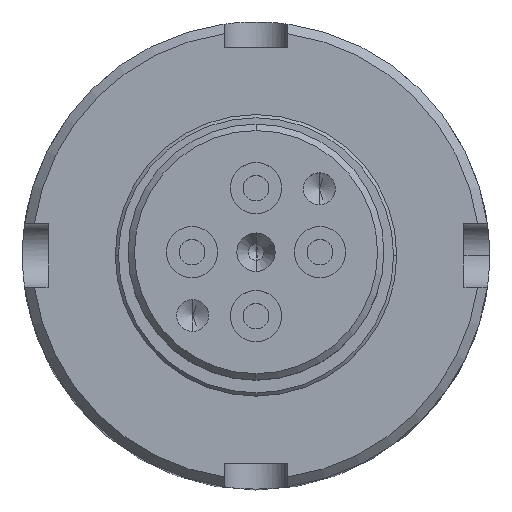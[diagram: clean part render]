
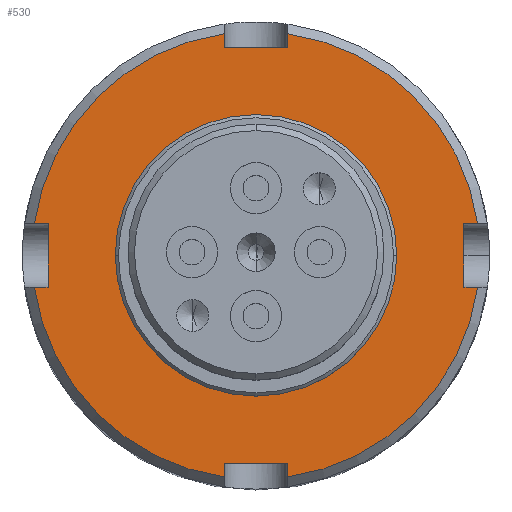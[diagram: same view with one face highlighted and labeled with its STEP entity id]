
A CAD part, top view. The second image highlights one B-rep face of the part: STEP entity #530.
In plain terms, the highlighted planar face has unit normal (0, 0, 1).
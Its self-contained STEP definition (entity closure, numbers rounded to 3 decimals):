
#530 = ADVANCED_FACE ( 'NONE', ( #3999, #4007 ), #4360, .T. ) ;
#813 = EDGE_CURVE ( 'NONE', #1674, #1678, #4852, .T. ) ;
#1288 = CARTESIAN_POINT ( 'NONE',  ( 0., 5., 102. ) ) ;
#1322 = DIRECTION ( 'NONE',  ( -1., 0., 0. ) ) ;
#1366 = DIRECTION ( 'NONE',  ( 0., 1., 0. ) ) ;
#1376 = CARTESIAN_POINT ( 'NONE',  ( 0., 32.5, 102. ) ) ;
#1379 = CARTESIAN_POINT ( 'NONE',  ( 5., 0., 102. ) ) ;
#1380 = CARTESIAN_POINT ( 'NONE',  ( 0., 0., 102. ) ) ;
#1382 = DIRECTION ( 'NONE',  ( 0., 0., 1. ) ) ;
#1384 = DIRECTION ( 'NONE',  ( 1., 0., 0. ) ) ;
#1386 = DIRECTION ( 'NONE',  ( -1., 0., 0. ) ) ;
#1387 = DIRECTION ( 'NONE',  ( -1., 0., 0. ) ) ;
#1391 = CARTESIAN_POINT ( 'NONE',  ( -5., 0., 102. ) ) ;
#1392 = CARTESIAN_POINT ( 'NONE',  ( 0., 5., 102. ) ) ;
#1394 = DIRECTION ( 'NONE',  ( 0., -1., 0. ) ) ;
#1398 = CARTESIAN_POINT ( 'NONE',  ( -32.5, 0., 102. ) ) ;
#1400 = CARTESIAN_POINT ( 'NONE',  ( 0., 0., 102. ) ) ;
#1402 = DIRECTION ( 'NONE',  ( 0., 0., 1. ) ) ;
#1403 = DIRECTION ( 'NONE',  ( 1., 0., 0. ) ) ;
#1405 = DIRECTION ( 'NONE',  ( 0., -1., 0. ) ) ;
#1407 = DIRECTION ( 'NONE',  ( 0., -1., 0. ) ) ;
#1410 = CARTESIAN_POINT ( 'NONE',  ( 0., -5., 102. ) ) ;
#1412 = CARTESIAN_POINT ( 'NONE',  ( -5., 0., 102. ) ) ;
#1414 = DIRECTION ( 'NONE',  ( 1., 0., 0. ) ) ;
#1418 = CARTESIAN_POINT ( 'NONE',  ( 0., -32.5, 102. ) ) ;
#1419 = CARTESIAN_POINT ( 'NONE',  ( 0., 0., 102. ) ) ;
#1421 = DIRECTION ( 'NONE',  ( 0., 0., 1. ) ) ;
#1423 = DIRECTION ( 'NONE',  ( 1., 0., 0. ) ) ;
#1425 = DIRECTION ( 'NONE',  ( 1., 0., 0. ) ) ;
#1426 = DIRECTION ( 'NONE',  ( 1., 0., 0. ) ) ;
#1430 = CARTESIAN_POINT ( 'NONE',  ( 5., 0., 102. ) ) ;
#1431 = CARTESIAN_POINT ( 'NONE',  ( 0., -5., 102. ) ) ;
#1433 = DIRECTION ( 'NONE',  ( 0., 1., 0. ) ) ;
#1437 = CARTESIAN_POINT ( 'NONE',  ( 32.5, 0., 102. ) ) ;
#1439 = CARTESIAN_POINT ( 'NONE',  ( 0., 0., 102. ) ) ;
#1441 = DIRECTION ( 'NONE',  ( 0., 0., 1. ) ) ;
#1442 = DIRECTION ( 'NONE',  ( 1., 0., 0. ) ) ;
#1445 = DIRECTION ( 'NONE',  ( 0., 1., 0. ) ) ;
#1451 = CARTESIAN_POINT ( 'NONE',  ( 0., 0., 102. ) ) ;
#1453 = DIRECTION ( 'NONE',  ( 0., 0., 1. ) ) ;
#1455 = DIRECTION ( 'NONE',  ( 1., 0., 0. ) ) ;
#1487 = EDGE_CURVE ( 'NONE', #2113, #2110, #4987, .T. ) ;
#1488 = EDGE_CURVE ( 'NONE', #2113, #2116, #4994, .T. ) ;
#1489 = EDGE_CURVE ( 'NONE', #2115, #2116, #4988, .T. ) ;
#1490 = EDGE_CURVE ( 'NONE', #2115, #2118, #4996, .T. ) ;
#1491 = EDGE_CURVE ( 'NONE', #2112, #2118, #4999, .T. ) ;
#1492 = EDGE_CURVE ( 'NONE', #2112, #2120, #4997, .T. ) ;
#1493 = EDGE_CURVE ( 'NONE', #2117, #2120, #5003, .T. ) ;
#1494 = EDGE_CURVE ( 'NONE', #2117, #2122, #5001, .T. ) ;
#1495 = EDGE_CURVE ( 'NONE', #2119, #2122, #2188, .T. ) ;
#1496 = EDGE_CURVE ( 'NONE', #2119, #2124, #2194, .T. ) ;
#1497 = EDGE_CURVE ( 'NONE', #2121, #2124, #2192, .T. ) ;
#1498 = EDGE_CURVE ( 'NONE', #2121, #2126, #2202, .T. ) ;
#1499 = EDGE_CURVE ( 'NONE', #2123, #2126, #2200, .T. ) ;
#1500 = EDGE_CURVE ( 'NONE', #2123, #2128, #2196, .T. ) ;
#1501 = EDGE_CURVE ( 'NONE', #2125, #2128, #2210, .T. ) ;
#1502 = EDGE_CURVE ( 'NONE', #2125, #2110, #2206, .T. ) ;
#1503 = EDGE_CURVE ( 'NONE', #1678, #1674, #2216, .T. ) ;
#1674 = VERTEX_POINT ( 'NONE', #2659 ) ;
#1678 = VERTEX_POINT ( 'NONE', #2667 ) ;
#1783 = ORIENTED_EDGE ( 'NONE', *, *, #1487, .F. ) ;
#1784 = ORIENTED_EDGE ( 'NONE', *, *, #1488, .T. ) ;
#1785 = ORIENTED_EDGE ( 'NONE', *, *, #1489, .F. ) ;
#1786 = ORIENTED_EDGE ( 'NONE', *, *, #1490, .T. ) ;
#1787 = ORIENTED_EDGE ( 'NONE', *, *, #1491, .F. ) ;
#1788 = ORIENTED_EDGE ( 'NONE', *, *, #1492, .T. ) ;
#1789 = ORIENTED_EDGE ( 'NONE', *, *, #1493, .F. ) ;
#1790 = ORIENTED_EDGE ( 'NONE', *, *, #1494, .T. ) ;
#1791 = ORIENTED_EDGE ( 'NONE', *, *, #1495, .F. ) ;
#1792 = ORIENTED_EDGE ( 'NONE', *, *, #1496, .T. ) ;
#1793 = ORIENTED_EDGE ( 'NONE', *, *, #1497, .F. ) ;
#1794 = ORIENTED_EDGE ( 'NONE', *, *, #1498, .T. ) ;
#1795 = ORIENTED_EDGE ( 'NONE', *, *, #1499, .F. ) ;
#1796 = ORIENTED_EDGE ( 'NONE', *, *, #1500, .T. ) ;
#1797 = ORIENTED_EDGE ( 'NONE', *, *, #1501, .F. ) ;
#1798 = ORIENTED_EDGE ( 'NONE', *, *, #1502, .T. ) ;
#1799 = ORIENTED_EDGE ( 'NONE', *, *, #1503, .F. ) ;
#1800 = ORIENTED_EDGE ( 'NONE', *, *, #813, .F. ) ;
#2110 = VERTEX_POINT ( 'NONE', #3329 ) ;
#2112 = VERTEX_POINT ( 'NONE', #3344 ) ;
#2113 = VERTEX_POINT ( 'NONE', #3345 ) ;
#2115 = VERTEX_POINT ( 'NONE', #3347 ) ;
#2116 = VERTEX_POINT ( 'NONE', #3348 ) ;
#2117 = VERTEX_POINT ( 'NONE', #3349 ) ;
#2118 = VERTEX_POINT ( 'NONE', #3350 ) ;
#2119 = VERTEX_POINT ( 'NONE', #3351 ) ;
#2120 = VERTEX_POINT ( 'NONE', #3352 ) ;
#2121 = VERTEX_POINT ( 'NONE', #3353 ) ;
#2122 = VERTEX_POINT ( 'NONE', #3354 ) ;
#2123 = VERTEX_POINT ( 'NONE', #3355 ) ;
#2124 = VERTEX_POINT ( 'NONE', #3356 ) ;
#2125 = VERTEX_POINT ( 'NONE', #3357 ) ;
#2126 = VERTEX_POINT ( 'NONE', #3358 ) ;
#2128 = VERTEX_POINT ( 'NONE', #3360 ) ;
#2141 = EDGE_LOOP ( 'NONE', ( #1783, #1784, #1785, #1786, #1787, #1788, #1789, #1790, #1791, #1792, #1793, #1794, #1795, #1796, #1797, #1798 ) ) ;
#2144 = EDGE_LOOP ( 'NONE', ( #1799, #1800 ) ) ;
#2188 = LINE ( 'NONE', #1410, #2190 ) ;
#2190 = VECTOR ( 'NONE', #1414, 1000. ) ;
#2192 = LINE ( 'NONE', #1412, #2198 ) ;
#2194 = CIRCLE ( 'NONE', #5183, 35. ) ;
#2196 = CIRCLE ( 'NONE', #5184, 35. ) ;
#2198 = VECTOR ( 'NONE', #1405, 1000. ) ;
#2200 = LINE ( 'NONE', #1430, #2208 ) ;
#2202 = LINE ( 'NONE', #1418, #2204 ) ;
#2204 = VECTOR ( 'NONE', #1426, 1000. ) ;
#2206 = LINE ( 'NONE', #1437, #2218 ) ;
#2208 = VECTOR ( 'NONE', #1433, 1000. ) ;
#2210 = LINE ( 'NONE', #1431, #2214 ) ;
#2214 = VECTOR ( 'NONE', #1425, 1000. ) ;
#2216 = CIRCLE ( 'NONE', #5185, 22. ) ;
#2218 = VECTOR ( 'NONE', #1445, 1000. ) ;
#2659 = CARTESIAN_POINT ( 'NONE',  ( 22., 0., 102. ) ) ;
#2667 = CARTESIAN_POINT ( 'NONE',  ( -22., 0., 102. ) ) ;
#3329 = CARTESIAN_POINT ( 'NONE',  ( 32.5, 5., 102. ) ) ;
#3344 = CARTESIAN_POINT ( 'NONE',  ( -5., 34.641, 102. ) ) ;
#3345 = CARTESIAN_POINT ( 'NONE',  ( 34.641, 5., 102. ) ) ;
#3347 = CARTESIAN_POINT ( 'NONE',  ( 5., 32.5, 102. ) ) ;
#3348 = CARTESIAN_POINT ( 'NONE',  ( 5., 34.641, 102. ) ) ;
#3349 = CARTESIAN_POINT ( 'NONE',  ( -32.5, 5., 102. ) ) ;
#3350 = CARTESIAN_POINT ( 'NONE',  ( -5., 32.5, 102. ) ) ;
#3351 = CARTESIAN_POINT ( 'NONE',  ( -34.641, -5., 102. ) ) ;
#3352 = CARTESIAN_POINT ( 'NONE',  ( -34.641, 5., 102. ) ) ;
#3353 = CARTESIAN_POINT ( 'NONE',  ( -5., -32.5, 102. ) ) ;
#3354 = CARTESIAN_POINT ( 'NONE',  ( -32.5, -5., 102. ) ) ;
#3355 = CARTESIAN_POINT ( 'NONE',  ( 5., -34.641, 102. ) ) ;
#3356 = CARTESIAN_POINT ( 'NONE',  ( -5., -34.641, 102. ) ) ;
#3357 = CARTESIAN_POINT ( 'NONE',  ( 32.5, -5., 102. ) ) ;
#3358 = CARTESIAN_POINT ( 'NONE',  ( 5., -32.5, 102. ) ) ;
#3360 = CARTESIAN_POINT ( 'NONE',  ( 34.641, -5., 102. ) ) ;
#3679 = AXIS2_PLACEMENT_3D ( 'NONE', #4357, #4362, #4363 ) ;
#3999 = FACE_OUTER_BOUND ( 'NONE', #2141, .T. ) ;
#4007 = FACE_BOUND ( 'NONE', #2144, .T. ) ;
#4138 = VECTOR ( 'NONE', #1407, 1000. ) ;
#4357 = CARTESIAN_POINT ( 'NONE',  ( 0., 0., 102. ) ) ;
#4360 = PLANE ( 'NONE',  #3679 ) ;
#4362 = DIRECTION ( 'NONE',  ( 0., 0., 1. ) ) ;
#4363 = DIRECTION ( 'NONE',  ( 1., 0., 0. ) ) ;
#4852 = CIRCLE ( 'NONE', #5143, 22. ) ;
#4987 = LINE ( 'NONE', #1288, #4995 ) ;
#4988 = LINE ( 'NONE', #1379, #4998 ) ;
#4994 = CIRCLE ( 'NONE', #5181, 35. ) ;
#4995 = VECTOR ( 'NONE', #1322, 1000. ) ;
#4996 = LINE ( 'NONE', #1376, #5000 ) ;
#4997 = CIRCLE ( 'NONE', #5182, 35. ) ;
#4998 = VECTOR ( 'NONE', #1366, 1000. ) ;
#4999 = LINE ( 'NONE', #1391, #5002 ) ;
#5000 = VECTOR ( 'NONE', #1387, 1000. ) ;
#5001 = LINE ( 'NONE', #1398, #4138 ) ;
#5002 = VECTOR ( 'NONE', #1394, 1000. ) ;
#5003 = LINE ( 'NONE', #1392, #5005 ) ;
#5005 = VECTOR ( 'NONE', #1386, 1000. ) ;
#5143 = AXIS2_PLACEMENT_3D ( 'NONE', #5723, #5724, #5725 ) ;
#5181 = AXIS2_PLACEMENT_3D ( 'NONE', #1380, #1382, #1384 ) ;
#5182 = AXIS2_PLACEMENT_3D ( 'NONE', #1400, #1402, #1403 ) ;
#5183 = AXIS2_PLACEMENT_3D ( 'NONE', #1419, #1421, #1423 ) ;
#5184 = AXIS2_PLACEMENT_3D ( 'NONE', #1439, #1441, #1442 ) ;
#5185 = AXIS2_PLACEMENT_3D ( 'NONE', #1451, #1453, #1455 ) ;
#5723 = CARTESIAN_POINT ( 'NONE',  ( 0., 0., 102. ) ) ;
#5724 = DIRECTION ( 'NONE',  ( 0., 0., 1. ) ) ;
#5725 = DIRECTION ( 'NONE',  ( 1., 0., 0. ) ) ;
